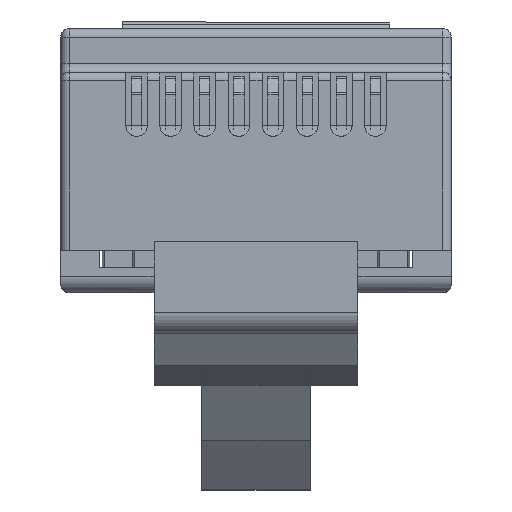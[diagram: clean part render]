
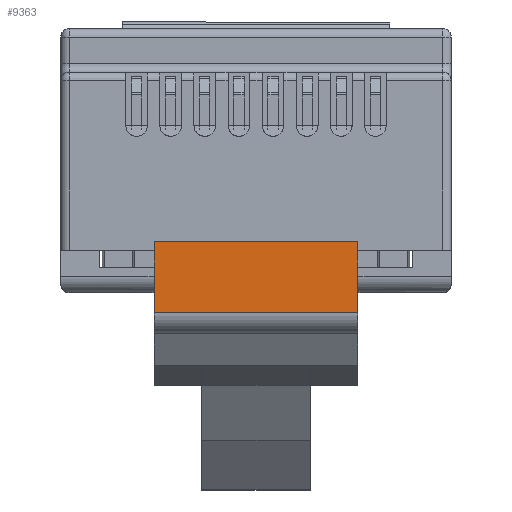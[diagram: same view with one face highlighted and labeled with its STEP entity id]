
A CAD part, front view. The second image highlights one B-rep face of the part: STEP entity #9363.
In plain terms, the highlighted face is planar.
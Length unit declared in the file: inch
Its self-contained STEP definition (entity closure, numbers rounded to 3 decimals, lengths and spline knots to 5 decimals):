
#431 = EDGE_CURVE ( 'NONE', #9426, #3129, #1690, .T. ) ;
#635 = DIRECTION ( 'NONE',  ( 0., 0., -1. ) ) ;
#842 = VERTEX_POINT ( 'NONE', #6704 ) ;
#952 = AXIS2_PLACEMENT_3D ( 'NONE', #5139, #635, #8551 ) ;
#1690 = LINE ( 'NONE', #10827, #7717 ) ;
#1999 = CARTESIAN_POINT ( 'NONE',  ( -0.12008, 0.15335, 0.88386 ) ) ;
#2881 = PLANE ( 'NONE',  #952 ) ;
#3129 = VERTEX_POINT ( 'NONE', #14359 ) ;
#3369 = FACE_OUTER_BOUND ( 'NONE', #4349, .T. ) ;
#4232 = EDGE_CURVE ( 'NONE', #11659, #842, #10327, .T. ) ;
#4349 = EDGE_LOOP ( 'NONE', ( #10904, #12527, #12093, #6080 ) ) ;
#4649 = VECTOR ( 'NONE', #6765, 39.37008 ) ;
#4947 = LINE ( 'NONE', #7797, #13614 ) ;
#5139 = CARTESIAN_POINT ( 'NONE',  ( 0.12008, 0.98522, 0.88386 ) ) ;
#5511 = CARTESIAN_POINT ( 'NONE',  ( 0.12008, 0.15335, 0.88386 ) ) ;
#5962 = EDGE_CURVE ( 'NONE', #11659, #9426, #6251, .T. ) ;
#6080 = ORIENTED_EDGE ( 'NONE', *, *, #11162, .F. ) ;
#6195 = DIRECTION ( 'NONE',  ( 0., -1., 0. ) ) ;
#6251 = LINE ( 'NONE', #11176, #11922 ) ;
#6643 = DIRECTION ( 'NONE',  ( -1., 0., 0. ) ) ;
#6704 = CARTESIAN_POINT ( 'NONE',  ( 0.12008, 0.06992, 0.88386 ) ) ;
#6765 = DIRECTION ( 'NONE',  ( 0., -1., 0. ) ) ;
#7717 = VECTOR ( 'NONE', #6195, 39.37008 ) ;
#7797 = CARTESIAN_POINT ( 'NONE',  ( 0.12008, 0.06992, 0.88386 ) ) ;
#8551 = DIRECTION ( 'NONE',  ( -1., 0., 0. ) ) ;
#9363 = ADVANCED_FACE ( 'NONE', ( #3369 ), #2881, .F. ) ;
#9426 = VERTEX_POINT ( 'NONE', #1999 ) ;
#10327 = LINE ( 'NONE', #11255, #4649 ) ;
#10827 = CARTESIAN_POINT ( 'NONE',  ( -0.12008, 0.98522, 0.88386 ) ) ;
#10904 = ORIENTED_EDGE ( 'NONE', *, *, #4232, .F. ) ;
#11162 = EDGE_CURVE ( 'NONE', #842, #3129, #4947, .T. ) ;
#11176 = CARTESIAN_POINT ( 'NONE',  ( -0.12008, 0.15335, 0.88386 ) ) ;
#11255 = CARTESIAN_POINT ( 'NONE',  ( 0.12008, 0.98522, 0.88386 ) ) ;
#11659 = VERTEX_POINT ( 'NONE', #5511 ) ;
#11922 = VECTOR ( 'NONE', #13429, 39.37008 ) ;
#12093 = ORIENTED_EDGE ( 'NONE', *, *, #431, .T. ) ;
#12527 = ORIENTED_EDGE ( 'NONE', *, *, #5962, .T. ) ;
#13429 = DIRECTION ( 'NONE',  ( -1., 0., 0. ) ) ;
#13614 = VECTOR ( 'NONE', #6643, 39.37008 ) ;
#14359 = CARTESIAN_POINT ( 'NONE',  ( -0.12008, 0.06992, 0.88386 ) ) ;
